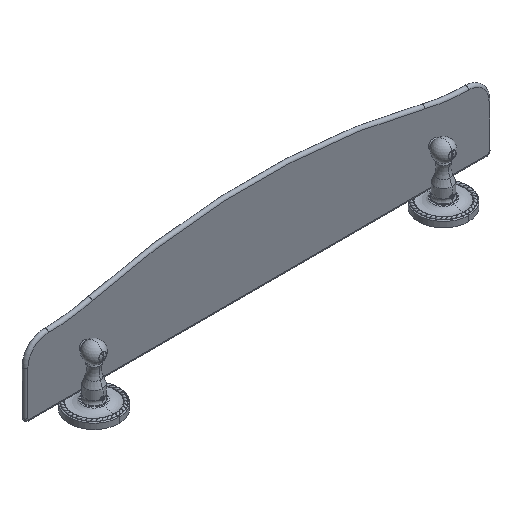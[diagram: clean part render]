
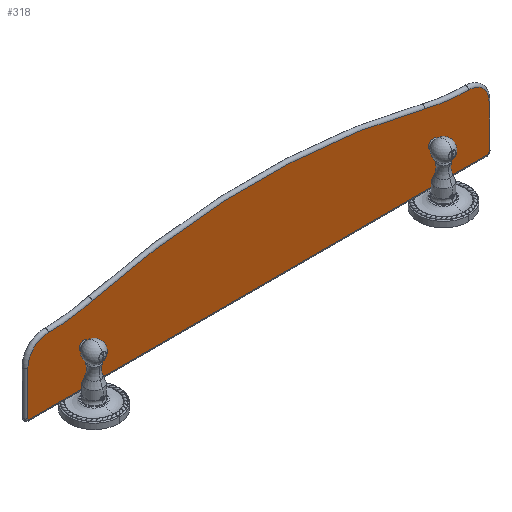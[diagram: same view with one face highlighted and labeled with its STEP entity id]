
A CAD part, isometric view. The second image highlights one B-rep face of the part: STEP entity #318.
In plain terms, the highlighted planar face has unit normal (0, -1, 0).
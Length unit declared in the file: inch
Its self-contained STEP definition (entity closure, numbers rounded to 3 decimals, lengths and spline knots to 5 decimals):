
#2=CARTESIAN_POINT('',(-9.,0.,2.007));
#3=DIRECTION('',(0.,-1.,0.));
#4=DIRECTION('',(-1.,0.,0.));
#5=AXIS2_PLACEMENT_3D('',#2,#3,#4);
#7=CARTESIAN_POINT('',(-9.,0.,2.007));
#8=DIRECTION('',(0.,-1.,0.));
#9=DIRECTION('',(1.,0.,0.));
#10=AXIS2_PLACEMENT_3D('',#7,#8,#9);
#12=CARTESIAN_POINT('',(9.,0.,2.007));
#13=DIRECTION('',(0.,1.,0.));
#14=DIRECTION('',(1.,0.,0.));
#15=AXIS2_PLACEMENT_3D('',#12,#13,#14);
#17=CARTESIAN_POINT('',(9.,0.,2.007));
#18=DIRECTION('',(0.,1.,0.));
#19=DIRECTION('',(-1.,0.,0.));
#20=AXIS2_PLACEMENT_3D('',#17,#18,#19);
#22=CARTESIAN_POINT('',(11.803,0.,0.197));
#23=DIRECTION('',(0.,1.,0.));
#24=DIRECTION('',(1.,0.,0.));
#25=AXIS2_PLACEMENT_3D('',#22,#23,#24);
#27=DIRECTION('',(-1.,0.,0.));
#28=VECTOR('',#27,23.606);
#29=CARTESIAN_POINT('',(11.803,0.,0.125));
#30=LINE('',#29,#28);
#31=CARTESIAN_POINT('',(-11.803,0.,0.197));
#32=DIRECTION('',(0.,1.,0.));
#33=DIRECTION('',(0.,0.,-1.));
#34=AXIS2_PLACEMENT_3D('',#31,#32,#33);
#36=DIRECTION('',(0.,0.,1.));
#37=VECTOR('',#36,2.24496);
#38=CARTESIAN_POINT('',(-11.875,0.,0.197));
#39=LINE('',#38,#37);
#40=CARTESIAN_POINT('',(-10.82,0.,2.442));
#41=DIRECTION('',(0.,1.,0.));
#42=DIRECTION('',(-1.,0.,0.));
#43=AXIS2_PLACEMENT_3D('',#40,#41,#42);
#45=CARTESIAN_POINT('',(-10.82,0.,12.5381));
#46=DIRECTION('',(0.,-1.,0.));
#47=DIRECTION('',(0.,0.,-1.));
#48=AXIS2_PLACEMENT_3D('',#45,#46,#47);
#50=CARTESIAN_POINT('',(0.,0.,-29.252));
#51=DIRECTION('',(0.,1.,0.));
#52=DIRECTION('',(-0.251,0.,0.968));
#53=AXIS2_PLACEMENT_3D('',#50,#51,#52);
#55=CARTESIAN_POINT('',(10.82,0.,12.5381));
#56=DIRECTION('',(0.,-1.,0.));
#57=DIRECTION('',(-0.251,0.,-0.968));
#58=AXIS2_PLACEMENT_3D('',#55,#56,#57);
#60=CARTESIAN_POINT('',(10.82,0.,2.442));
#61=DIRECTION('',(0.,1.,0.));
#62=DIRECTION('',(0.,0.,1.));
#63=AXIS2_PLACEMENT_3D('',#60,#61,#62);
#65=DIRECTION('',(0.,0.,-1.));
#66=VECTOR('',#65,2.24495);
#67=CARTESIAN_POINT('',(11.87498,0.,2.44195));
#68=LINE('',#67,#66);
#226=CARTESIAN_POINT('',(9.138,0.,2.007));
#227=CARTESIAN_POINT('',(8.862,0.,2.007));
#228=VERTEX_POINT('',#226);
#229=VERTEX_POINT('',#227);
#234=CARTESIAN_POINT('',(-9.138,0.,2.007));
#235=CARTESIAN_POINT('',(-8.862,0.,2.007));
#236=VERTEX_POINT('',#234);
#237=VERTEX_POINT('',#235);
#242=CARTESIAN_POINT('',(11.875,0.,0.197));
#243=CARTESIAN_POINT('',(11.803,0.,0.125));
#244=VERTEX_POINT('',#242);
#245=VERTEX_POINT('',#243);
#248=CARTESIAN_POINT('',(-11.803,0.,
0.125));
#249=VERTEX_POINT('',#248);
#252=CARTESIAN_POINT('',(-11.875,0.,0.197));
#253=VERTEX_POINT('',#252);
#255=CARTESIAN_POINT('',(-11.87498,0.,2.44196));
#256=VERTEX_POINT('',#255);
#259=CARTESIAN_POINT('',(-10.82,0.,3.497));
#260=VERTEX_POINT('',#259);
#263=CARTESIAN_POINT('',(-8.55387,0.,3.78561));
#264=VERTEX_POINT('',#263);
#267=CARTESIAN_POINT('',(8.55387,0.,3.78561));
#268=VERTEX_POINT('',#267);
#271=CARTESIAN_POINT('',(10.82,0.,3.497));
#272=VERTEX_POINT('',#271);
#275=CARTESIAN_POINT('',(11.875,0.,2.442));
#276=VERTEX_POINT('',#275);
#279=CARTESIAN_POINT('',(0.,0.,0.));
#280=DIRECTION('',(0.,1.,0.));
#281=DIRECTION('',(1.,0.,0.));
#282=AXIS2_PLACEMENT_3D('',#279,#280,#281);
#283=PLANE('',#282);
#285=ORIENTED_EDGE('',*,*,#284,.T.);
#287=ORIENTED_EDGE('',*,*,#286,.T.);
#289=ORIENTED_EDGE('',*,*,#288,.T.);
#291=ORIENTED_EDGE('',*,*,#290,.T.);
#293=ORIENTED_EDGE('',*,*,#292,.T.);
#295=ORIENTED_EDGE('',*,*,#294,.T.);
#297=ORIENTED_EDGE('',*,*,#296,.T.);
#299=ORIENTED_EDGE('',*,*,#298,.T.);
#301=ORIENTED_EDGE('',*,*,#300,.T.);
#303=ORIENTED_EDGE('',*,*,#302,.T.);
#304=EDGE_LOOP('',(#285,#287,#289,#291,#293,#295,#297,#299,#301,#303));
#305=FACE_OUTER_BOUND('',#304,.F.);
#307=ORIENTED_EDGE('',*,*,#306,.F.);
#309=ORIENTED_EDGE('',*,*,#308,.F.);
#310=EDGE_LOOP('',(#307,#309));
#311=FACE_BOUND('',#310,.F.);
#313=ORIENTED_EDGE('',*,*,#312,.T.);
#315=ORIENTED_EDGE('',*,*,#314,.T.);
#316=EDGE_LOOP('',(#313,#315));
#317=FACE_BOUND('',#316,.F.);
#318=ADVANCED_FACE('',(#305,#311,#317),#283,.F.);
#6=CIRCLE('',#5,0.138);
#11=CIRCLE('',#10,0.138);
#16=CIRCLE('',#15,0.138);
#21=CIRCLE('',#20,0.138);
#26=CIRCLE('',#25,0.072);
#35=CIRCLE('',#34,0.072);
#44=CIRCLE('',#43,1.055);
#49=CIRCLE('',#48,9.0411);
#54=CIRCLE('',#53,34.127);
#59=CIRCLE('',#58,9.0411);
#64=CIRCLE('',#63,1.055);
#284=EDGE_CURVE('',#244,#245,#26,.T.);
#286=EDGE_CURVE('',#245,#249,#30,.T.);
#288=EDGE_CURVE('',#249,#253,#35,.T.);
#290=EDGE_CURVE('',#253,#256,#39,.T.);
#292=EDGE_CURVE('',#256,#260,#44,.T.);
#294=EDGE_CURVE('',#260,#264,#49,.T.);
#296=EDGE_CURVE('',#264,#268,#54,.T.);
#298=EDGE_CURVE('',#268,#272,#59,.T.);
#300=EDGE_CURVE('',#272,#276,#64,.T.);
#302=EDGE_CURVE('',#276,#244,#68,.T.);
#306=EDGE_CURVE('',#228,#229,#16,.T.);
#308=EDGE_CURVE('',#229,#228,#21,.T.);
#312=EDGE_CURVE('',#236,#237,#6,.T.);
#314=EDGE_CURVE('',#237,#236,#11,.T.);
